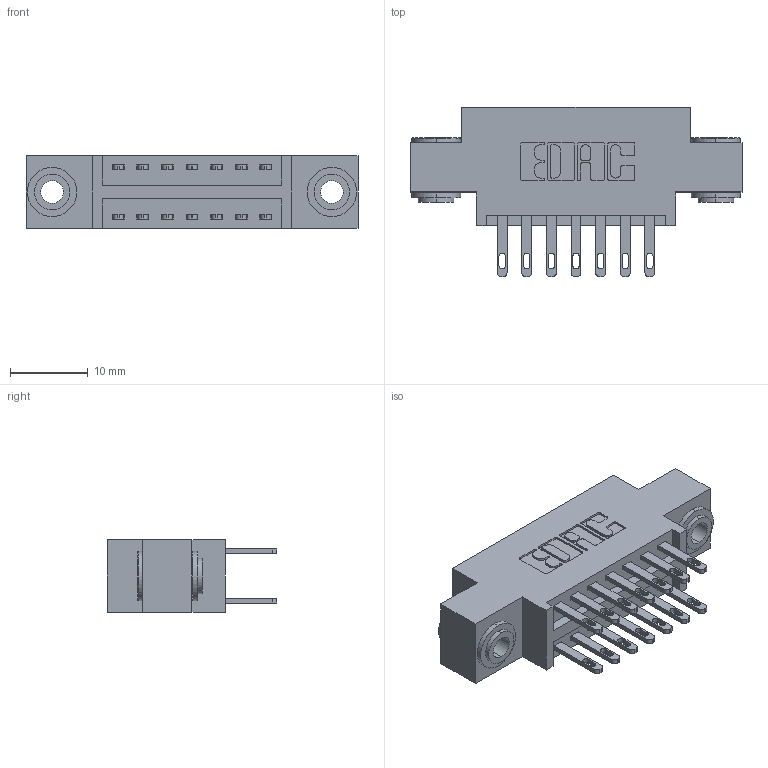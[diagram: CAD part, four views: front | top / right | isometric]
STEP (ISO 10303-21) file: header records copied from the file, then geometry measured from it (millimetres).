
FILE_DESCRIPTION (( 'STEP AP203' ), '1' );
FILE_NAME ('896-014-500-803.STEP', '2021-07-27T15:20:09', ( '' ), ( '' ), 'SwSTEP 2.0', 'SolidWorks 2020', '' );
FILE_SCHEMA (( 'CONFIG_CONTROL_DESIGN' ));
Length unit declared in the file: inch
Products named in the file (4): 896-014-500-803; 846 Part_0.170 Offset - 0.156 Dia-TH; 345-292-001_345-293-100; 345-250-002_345-250-002-102
Assembly tree (17 placements, depth 2):
  896-014-500-803
    846 Part_0.170 Offset - 0.156 Dia-TH
    345-292-001_345-293-100  x14
    345-250-002_345-250-002-102  x2
Bounding box: 42.8 x 21.84 x 9.4 mm (x, y, z)
Volume: 3809.2 mm3; surface area: 5226.2 mm2
Topology: 17 solids, 17 shells, 836 faces, 2475 edges, 1646 vertices
Faces by surface type: plane 496, cylinder 332, cone 8
Entity records: 9992 total; most frequent: CARTESIAN_POINT 1671, ORIENTED_EDGE 1598, DIRECTION 1557, EDGE_CURVE 799, VECTOR 611, LINE 611, VERTEX_POINT 530, AXIS2_PLACEMENT_3D 473
